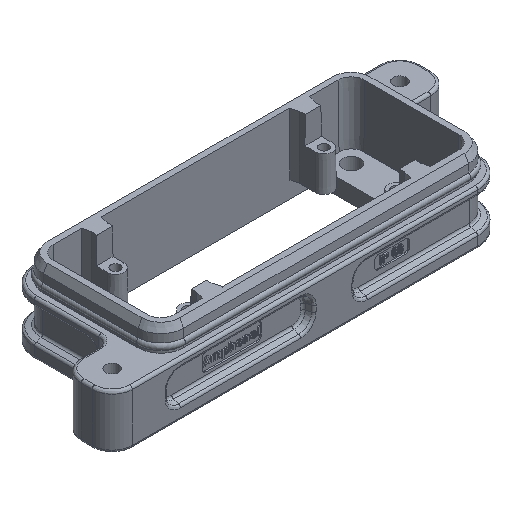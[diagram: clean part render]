
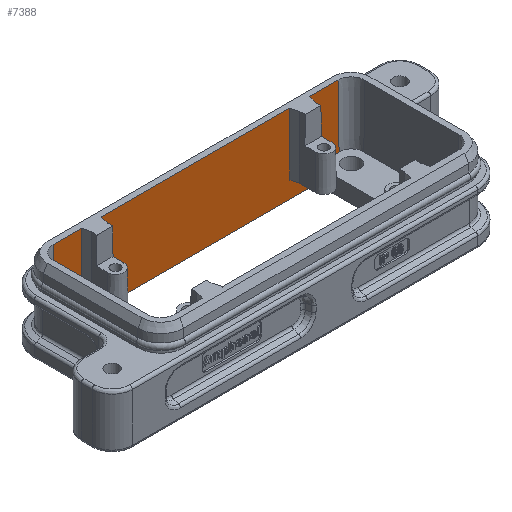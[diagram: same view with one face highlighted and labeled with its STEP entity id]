
A CAD part, isometric view. The second image highlights one B-rep face of the part: STEP entity #7388.
In plain terms, the highlighted planar face has unit normal (0, -1, 0.018).
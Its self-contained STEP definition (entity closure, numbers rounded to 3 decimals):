
#6591=PLANE('',#20891);
#7388=ADVANCED_FACE('',(#8242),#6591,.T.);
#8242=FACE_OUTER_BOUND('',#9166,.T.);
#9166=EDGE_LOOP('',(#15955,#15956,#15957,#15958,#15959,#15960,#15961,#15962,
#15963,#15964,#15965,#15966,#15967,#15968,#15969,#15970,#15971,#15972,#15973,
#15974,#15975,#15976,#15977,#15978));
#9562=LINE('',#24581,#10696);
#9565=LINE('',#24595,#10699);
#10077=LINE('',#27793,#11276);
#10080=LINE('',#27797,#11279);
#10085=LINE('',#27819,#11284);
#10093=LINE('',#27850,#11292);
#10100=LINE('',#27864,#11299);
#10109=LINE('',#27891,#11308);
#10546=LINE('',#31604,#11810);
#10598=LINE('',#32431,#11862);
#10613=LINE('',#32456,#11877);
#10619=LINE('',#32468,#11883);
#10643=LINE('',#32517,#11907);
#10644=LINE('',#32519,#11908);
#10645=LINE('',#32521,#11909);
#10647=LINE('',#32525,#11911);
#10648=LINE('',#32527,#11912);
#10649=LINE('',#32529,#11913);
#10651=LINE('',#32533,#11915);
#10652=LINE('',#32535,#11916);
#10653=LINE('',#32537,#11917);
#10654=LINE('',#32538,#11918);
#10655=LINE('',#32540,#11919);
#10656=LINE('',#32542,#11920);
#10696=VECTOR('',#21025,1.);
#10699=VECTOR('',#21038,1.);
#11276=VECTOR('',#22419,1.);
#11279=VECTOR('',#22424,1.);
#11284=VECTOR('',#22447,1.);
#11292=VECTOR('',#22477,1.);
#11299=VECTOR('',#22486,1.);
#11308=VECTOR('',#22513,1.);
#11810=VECTOR('',#23855,1.);
#11862=VECTOR('',#24159,1.);
#11877=VECTOR('',#24174,1.);
#11883=VECTOR('',#24180,1.);
#11907=VECTOR('',#24234,1.);
#11908=VECTOR('',#24235,1.);
#11909=VECTOR('',#24236,1.);
#11911=VECTOR('',#24242,1.);
#11912=VECTOR('',#24243,1.);
#11913=VECTOR('',#24244,1.);
#11915=VECTOR('',#24250,1.);
#11916=VECTOR('',#24251,1.);
#11917=VECTOR('',#24252,1.);
#11918=VECTOR('',#24253,1.);
#11919=VECTOR('',#24254,1.);
#11920=VECTOR('',#24255,1.);
#15955=ORIENTED_EDGE('',*,*,#17505,.T.);
#15956=ORIENTED_EDGE('',*,*,#18389,.T.);
#15957=ORIENTED_EDGE('',*,*,#18386,.T.);
#15958=ORIENTED_EDGE('',*,*,#19283,.F.);
#15959=ORIENTED_EDGE('',*,*,#18420,.F.);
#15960=ORIENTED_EDGE('',*,*,#18433,.T.);
#15961=ORIENTED_EDGE('',*,*,#17499,.T.);
#15962=ORIENTED_EDGE('',*,*,#19412,.T.);
#15963=ORIENTED_EDGE('',*,*,#19466,.T.);
#15964=ORIENTED_EDGE('',*,*,#19467,.T.);
#15965=ORIENTED_EDGE('',*,*,#19468,.T.);
#15966=ORIENTED_EDGE('',*,*,#18413,.T.);
#15967=ORIENTED_EDGE('',*,*,#19469,.T.);
#15968=ORIENTED_EDGE('',*,*,#19470,.T.);
#15969=ORIENTED_EDGE('',*,*,#19471,.T.);
#15970=ORIENTED_EDGE('',*,*,#19433,.T.);
#15971=ORIENTED_EDGE('',*,*,#19460,.T.);
#15972=ORIENTED_EDGE('',*,*,#19459,.T.);
#15973=ORIENTED_EDGE('',*,*,#19458,.T.);
#15974=ORIENTED_EDGE('',*,*,#18399,.T.);
#15975=ORIENTED_EDGE('',*,*,#19464,.T.);
#15976=ORIENTED_EDGE('',*,*,#19463,.T.);
#15977=ORIENTED_EDGE('',*,*,#19462,.T.);
#15978=ORIENTED_EDGE('',*,*,#19427,.T.);
#16125=VERTEX_POINT('',#24575);
#16128=VERTEX_POINT('',#24580);
#16133=VERTEX_POINT('',#24593);
#16135=VERTEX_POINT('',#24596);
#16746=VERTEX_POINT('',#27787);
#16749=VERTEX_POINT('',#27792);
#16757=VERTEX_POINT('',#27818);
#16758=VERTEX_POINT('',#27820);
#16768=VERTEX_POINT('',#27848);
#16770=VERTEX_POINT('',#27851);
#16772=VERTEX_POINT('',#27858);
#16775=VERTEX_POINT('',#27863);
#17379=VERTEX_POINT('',#32429);
#17391=VERTEX_POINT('',#32457);
#17396=VERTEX_POINT('',#32467);
#17397=VERTEX_POINT('',#32469);
#17407=VERTEX_POINT('',#32518);
#17408=VERTEX_POINT('',#32520);
#17409=VERTEX_POINT('',#32526);
#17410=VERTEX_POINT('',#32528);
#17411=VERTEX_POINT('',#32534);
#17412=VERTEX_POINT('',#32536);
#17413=VERTEX_POINT('',#32539);
#17414=VERTEX_POINT('',#32541);
#17499=EDGE_CURVE('',#16125,#16128,#9562,.T.);
#17505=EDGE_CURVE('',#16135,#16133,#9565,.T.);
#18386=EDGE_CURVE('',#16746,#16749,#10077,.T.);
#18389=EDGE_CURVE('',#16133,#16746,#10080,.T.);
#18399=EDGE_CURVE('',#16758,#16757,#10085,.T.);
#18413=EDGE_CURVE('',#16770,#16768,#10093,.T.);
#18420=EDGE_CURVE('',#16775,#16772,#10100,.T.);
#18433=EDGE_CURVE('',#16775,#16125,#10109,.T.);
#19283=EDGE_CURVE('',#16772,#16749,#10546,.T.);
#19412=EDGE_CURVE('',#16128,#17379,#10598,.T.);
#19427=EDGE_CURVE('',#17391,#16135,#10613,.T.);
#19433=EDGE_CURVE('',#17397,#17396,#10619,.T.);
#19458=EDGE_CURVE('',#17407,#16758,#10643,.T.);
#19459=EDGE_CURVE('',#17408,#17407,#10644,.T.);
#19460=EDGE_CURVE('',#17396,#17408,#10645,.T.);
#19462=EDGE_CURVE('',#17409,#17391,#10647,.T.);
#19463=EDGE_CURVE('',#17410,#17409,#10648,.T.);
#19464=EDGE_CURVE('',#16757,#17410,#10649,.T.);
#19466=EDGE_CURVE('',#17379,#17411,#10651,.T.);
#19467=EDGE_CURVE('',#17411,#17412,#10652,.T.);
#19468=EDGE_CURVE('',#17412,#16770,#10653,.T.);
#19469=EDGE_CURVE('',#16768,#17413,#10654,.T.);
#19470=EDGE_CURVE('',#17413,#17414,#10655,.T.);
#19471=EDGE_CURVE('',#17414,#17397,#10656,.T.);
#20891=AXIS2_PLACEMENT_3D('',#32543,#24256,#24257);
#21025=DIRECTION('',(0.,0.017,1.));
#21038=DIRECTION('',(0.,-0.017,-1.));
#22419=DIRECTION('',(-0.017,-0.017,-1.));
#22424=DIRECTION('',(1.,0.,0.));
#22447=DIRECTION('',(-1.,0.,0.));
#22477=DIRECTION('',(-1.,0.,0.));
#22486=DIRECTION('',(0.017,-0.017,-1.));
#22513=DIRECTION('',(1.,0.,0.));
#23855=DIRECTION('',(-1.,0.,0.));
#24159=DIRECTION('',(-1.,0.,0.));
#24174=DIRECTION('',(-1.,0.,0.));
#24180=DIRECTION('',(-1.,0.,0.));
#24234=DIRECTION('',(0.013,-0.017,-1.));
#24235=DIRECTION('',(0.013,-0.017,-1.));
#24236=DIRECTION('',(0.013,-0.017,-1.));
#24242=DIRECTION('',(0.013,0.017,1.));
#24243=DIRECTION('',(0.013,0.017,1.));
#24244=DIRECTION('',(0.013,0.017,1.));
#24250=DIRECTION('',(0.013,-0.017,-1.));
#24251=DIRECTION('',(0.013,-0.017,-1.));
#24252=DIRECTION('',(0.013,-0.017,-1.));
#24253=DIRECTION('',(0.013,0.017,1.));
#24254=DIRECTION('',(0.013,0.017,1.));
#24255=DIRECTION('',(0.013,0.017,1.));
#24256=DIRECTION('',(0.,-1.,0.017));
#24257=DIRECTION('',(0.,-0.017,-1.));
#24575=CARTESIAN_POINT('',(53.,22.1,6.));
#24580=CARTESIAN_POINT('',(53.,22.5,28.9));
#24581=CARTESIAN_POINT('',(53.,22.5,28.9));
#24593=CARTESIAN_POINT('',(-53.,22.1,6.));
#24595=CARTESIAN_POINT('',(-53.,22.5,28.9));
#24596=CARTESIAN_POINT('',(-53.,22.5,28.9));
#27787=CARTESIAN_POINT('',(-44.395,22.1,6.));
#27792=CARTESIAN_POINT('',(-44.5,21.996,0.));
#27793=CARTESIAN_POINT('',(-44.507,21.989,-0.384));
#27797=CARTESIAN_POINT('',(-60.168,22.1,6.));
#27818=CARTESIAN_POINT('',(-42.752,22.1,6.));
#27819=CARTESIAN_POINT('',(0.,22.1,6.));
#27820=CARTESIAN_POINT('',(-34.748,22.1,6.));
#27848=CARTESIAN_POINT('',(34.748,22.1,6.));
#27850=CARTESIAN_POINT('',(0.,22.1,6.));
#27851=CARTESIAN_POINT('',(42.752,22.1,6.));
#27858=CARTESIAN_POINT('',(44.5,21.996,0.));
#27863=CARTESIAN_POINT('',(44.395,22.1,6.));
#27864=CARTESIAN_POINT('',(43.982,22.513,29.667));
#27891=CARTESIAN_POINT('',(42.832,22.1,6.));
#31604=CARTESIAN_POINT('',(0.,21.996,0.));
#32429=CARTESIAN_POINT('',(42.445,22.5,28.9));
#32431=CARTESIAN_POINT('',(0.,22.5,28.9));
#32456=CARTESIAN_POINT('',(0.,22.5,28.9));
#32457=CARTESIAN_POINT('',(-42.445,22.5,28.9));
#32467=CARTESIAN_POINT('',(-35.055,22.5,28.9));
#32468=CARTESIAN_POINT('',(0.,22.5,28.9));
#32469=CARTESIAN_POINT('',(35.055,22.5,28.9));
#32517=CARTESIAN_POINT('',(-35.049,22.492,28.431));
#32518=CARTESIAN_POINT('',(-34.931,22.338,19.602));
#32519=CARTESIAN_POINT('',(-34.924,22.33,19.134));
#32520=CARTESIAN_POINT('',(-35.02,22.455,26.302));
#32521=CARTESIAN_POINT('',(-35.049,22.492,28.431));
#32525=CARTESIAN_POINT('',(-42.437,22.51,29.468));
#32526=CARTESIAN_POINT('',(-42.48,22.455,26.302));
#32527=CARTESIAN_POINT('',(-42.581,22.323,18.768));
#32528=CARTESIAN_POINT('',(-42.569,22.338,19.602));
#32529=CARTESIAN_POINT('',(-42.437,22.51,29.468));
#32533=CARTESIAN_POINT('',(42.459,22.481,27.833));
#32534=CARTESIAN_POINT('',(42.48,22.455,26.302));
#32535=CARTESIAN_POINT('',(42.577,22.328,19.036));
#32536=CARTESIAN_POINT('',(42.569,22.338,19.602));
#32537=CARTESIAN_POINT('',(42.459,22.481,27.833));
#32538=CARTESIAN_POINT('',(35.041,22.481,27.833));
#32539=CARTESIAN_POINT('',(34.931,22.338,19.602));
#32540=CARTESIAN_POINT('',(34.924,22.33,19.134));
#32541=CARTESIAN_POINT('',(35.02,22.455,26.302));
#32542=CARTESIAN_POINT('',(35.041,22.481,27.833));
#32543=CARTESIAN_POINT('',(0.,22.5,28.9));
